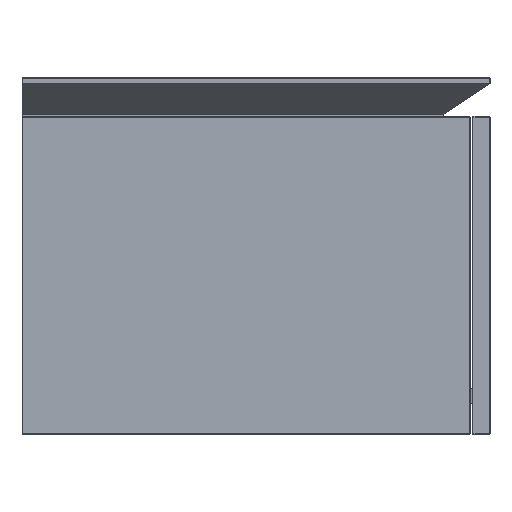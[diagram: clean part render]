
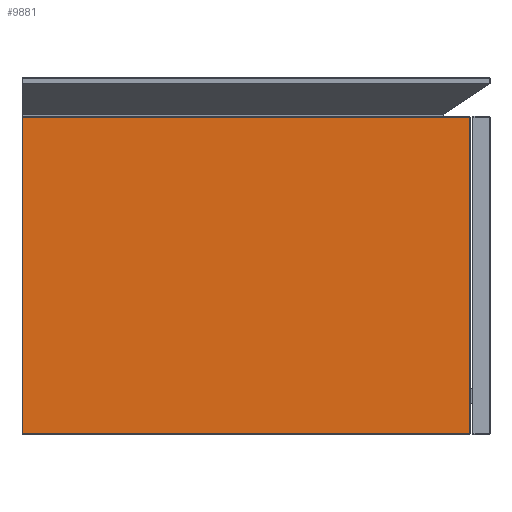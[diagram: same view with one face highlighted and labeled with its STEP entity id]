
A CAD part, left-side view. The second image highlights one B-rep face of the part: STEP entity #9881.
In plain terms, the highlighted planar face has unit normal (-1, 0, 0).
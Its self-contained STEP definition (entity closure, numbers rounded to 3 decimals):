
#9786=CARTESIAN_POINT('',(12367.15,13167.483,-12073.367));
#9787=VERTEX_POINT('',#9786);
#9794=CARTESIAN_POINT('',(12367.15,12689.283,-12073.367));
#9795=VERTEX_POINT('',#9794);
#9796=CARTESIAN_POINT('',(12367.15,13167.483,-12073.367));
#9797=DIRECTION('',(0.0,-1.0,0.0));
#9798=VECTOR('',#9797,478.2);
#9799=LINE('',#9796,#9798);
#9800=EDGE_CURVE('',#9787,#9795,#9799,.T.);
#9817=CARTESIAN_POINT('',(12367.15,12689.283,-12411.767));
#9818=VERTEX_POINT('',#9817);
#9819=CARTESIAN_POINT('',(12367.15,12689.283,-12073.367));
#9820=DIRECTION('',(0.0,0.0,-1.0));
#9821=VECTOR('',#9820,338.4);
#9822=LINE('',#9819,#9821);
#9823=EDGE_CURVE('',#9795,#9818,#9822,.T.);
#9858=CARTESIAN_POINT('',(12367.15,12928.383,-12073.366));
#9859=DIRECTION('',(-1.0,0.0,0.0));
#9860=DIRECTION('',(0.0,0.0,1.0));
#9861=AXIS2_PLACEMENT_3D('',#9858,#9859,#9860);
#9862=PLANE('',#9861);
#9863=ORIENTED_EDGE('',*,*,#9800,.F.);
#9864=CARTESIAN_POINT('',(12367.15,13167.483,-12411.767));
#9865=VERTEX_POINT('',#9864);
#9866=CARTESIAN_POINT('',(12367.15,13167.483,-12411.767));
#9867=DIRECTION('',(0.0,0.0,1.0));
#9868=VECTOR('',#9867,338.4);
#9869=LINE('',#9866,#9868);
#9870=EDGE_CURVE('',#9865,#9787,#9869,.T.);
#9871=ORIENTED_EDGE('',*,*,#9870,.F.);
#9872=CARTESIAN_POINT('',(12367.15,12689.283,-12411.767));
#9873=DIRECTION('',(0.0,1.0,0.0));
#9874=VECTOR('',#9873,478.2);
#9875=LINE('',#9872,#9874);
#9876=EDGE_CURVE('',#9818,#9865,#9875,.T.);
#9877=ORIENTED_EDGE('',*,*,#9876,.F.);
#9878=ORIENTED_EDGE('',*,*,#9823,.F.);
#9879=EDGE_LOOP('',(#9863,#9871,#9877,#9878));
#9880=FACE_OUTER_BOUND('',#9879,.T.);
#9881=ADVANCED_FACE('',(#9880),#9862,.T.);
